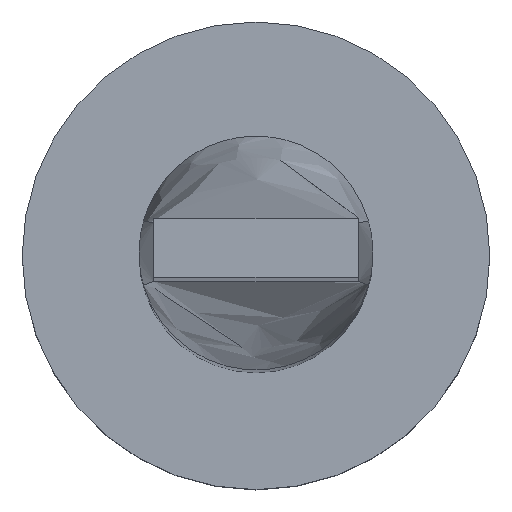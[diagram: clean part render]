
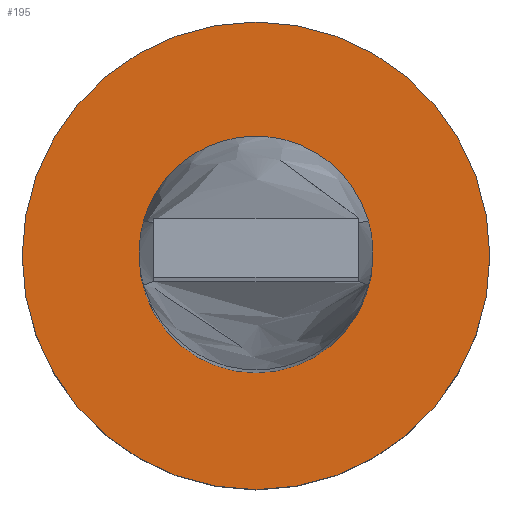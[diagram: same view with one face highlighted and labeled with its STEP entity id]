
A CAD part, top view. The second image highlights one B-rep face of the part: STEP entity #195.
In plain terms, the highlighted planar face has unit normal (0, 0, 1).
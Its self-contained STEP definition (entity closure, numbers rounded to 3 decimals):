
#1 = DIRECTION ( 'NONE',  ( 0., 0., 1. ) ) ;
#8 = VERTEX_POINT ( 'NONE', #402 ) ;
#9 = FACE_OUTER_BOUND ( 'NONE', #494, .T. ) ;
#25 = ORIENTED_EDGE ( 'NONE', *, *, #28, .F. ) ;
#28 = EDGE_CURVE ( 'NONE', #8, #101, #94, .T. ) ;
#56 = PLANE ( 'NONE',  #227 ) ;
#71 = EDGE_LOOP ( 'NONE', ( #258, #25 ) ) ;
#87 = DIRECTION ( 'NONE',  ( 1., 0., 0. ) ) ;
#94 = CIRCLE ( 'NONE', #201, 2. ) ;
#101 = VERTEX_POINT ( 'NONE', #231 ) ;
#105 = DIRECTION ( 'NONE',  ( 0., 0., 1. ) ) ;
#123 = EDGE_CURVE ( 'NONE', #101, #8, #398, .T. ) ;
#149 = DIRECTION ( 'NONE',  ( 0., 0., 1. ) ) ;
#159 = DIRECTION ( 'NONE',  ( 1., 0., 0. ) ) ;
#166 = CARTESIAN_POINT ( 'NONE',  ( 4., 0., 3. ) ) ;
#195 = ADVANCED_FACE ( 'NONE', ( #242, #9 ), #56, .T. ) ;
#201 = AXIS2_PLACEMENT_3D ( 'NONE', #443, #1, #315 ) ;
#205 = ORIENTED_EDGE ( 'NONE', *, *, #278, .T. ) ;
#227 = AXIS2_PLACEMENT_3D ( 'NONE', #289, #105, #423 ) ;
#231 = CARTESIAN_POINT ( 'NONE',  ( -2., 0., 3. ) ) ;
#236 = CARTESIAN_POINT ( 'NONE',  ( -4., 0., 3. ) ) ;
#242 = FACE_BOUND ( 'NONE', #71, .T. ) ;
#258 = ORIENTED_EDGE ( 'NONE', *, *, #123, .F. ) ;
#276 = DIRECTION ( 'NONE',  ( 1., 0., 0. ) ) ;
#278 = EDGE_CURVE ( 'NONE', #301, #390, #284, .T. ) ;
#284 = CIRCLE ( 'NONE', #525, 4. ) ;
#289 = CARTESIAN_POINT ( 'NONE',  ( 0., 0., 3. ) ) ;
#301 = VERTEX_POINT ( 'NONE', #166 ) ;
#315 = DIRECTION ( 'NONE',  ( 1., 0., 0. ) ) ;
#329 = CARTESIAN_POINT ( 'NONE',  ( 0., 0., 3. ) ) ;
#333 = DIRECTION ( 'NONE',  ( 0., 0., 1. ) ) ;
#340 = EDGE_CURVE ( 'NONE', #390, #301, #351, .T. ) ;
#351 = CIRCLE ( 'NONE', #428, 4. ) ;
#372 = CARTESIAN_POINT ( 'NONE',  ( 0., 0., 3. ) ) ;
#383 = CARTESIAN_POINT ( 'NONE',  ( 0., 0., 3. ) ) ;
#390 = VERTEX_POINT ( 'NONE', #236 ) ;
#398 = CIRCLE ( 'NONE', #574, 2. ) ;
#402 = CARTESIAN_POINT ( 'NONE',  ( 2., 0., 3. ) ) ;
#423 = DIRECTION ( 'NONE',  ( 1., 0., 0. ) ) ;
#428 = AXIS2_PLACEMENT_3D ( 'NONE', #383, #560, #87 ) ;
#443 = CARTESIAN_POINT ( 'NONE',  ( 0., 0., 3. ) ) ;
#494 = EDGE_LOOP ( 'NONE', ( #559, #205 ) ) ;
#525 = AXIS2_PLACEMENT_3D ( 'NONE', #329, #149, #159 ) ;
#559 = ORIENTED_EDGE ( 'NONE', *, *, #340, .T. ) ;
#560 = DIRECTION ( 'NONE',  ( 0., 0., 1. ) ) ;
#574 = AXIS2_PLACEMENT_3D ( 'NONE', #372, #333, #276 ) ;
